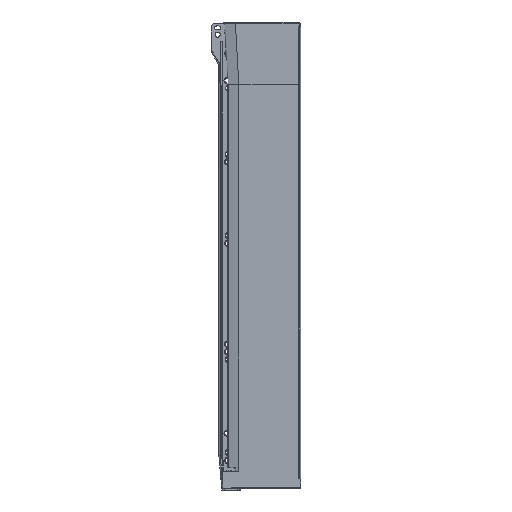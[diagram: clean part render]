
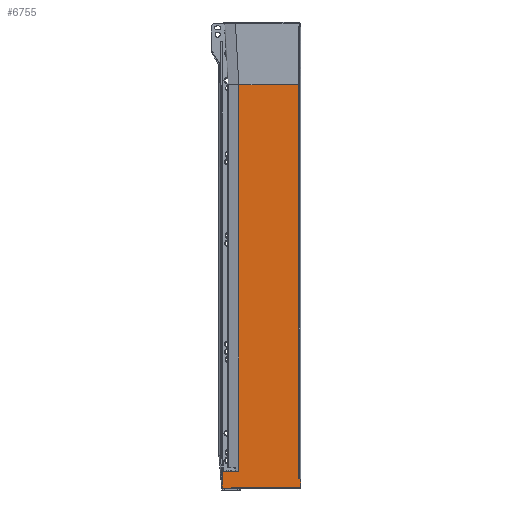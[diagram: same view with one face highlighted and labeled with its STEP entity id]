
A CAD part, left-side view. The second image highlights one B-rep face of the part: STEP entity #6755.
In plain terms, the highlighted planar face has unit normal (-1, 0, 0).
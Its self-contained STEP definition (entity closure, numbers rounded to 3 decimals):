
#14 = VERTEX_POINT ( 'NONE', #1929 ) ;
#28 = VERTEX_POINT ( 'NONE', #1826 ) ;
#177 = CARTESIAN_POINT ( 'NONE',  ( -14.887, 70.9, -72. ) ) ;
#289 = EDGE_CURVE ( 'NONE', #377, #28, #761, .T. ) ;
#344 = LINE ( 'NONE', #4409, #4715 ) ;
#377 = VERTEX_POINT ( 'NONE', #6993 ) ;
#405 = ORIENTED_EDGE ( 'NONE', *, *, #8971, .T. ) ;
#481 = EDGE_CURVE ( 'NONE', #4166, #14, #5962, .T. ) ;
#573 = CARTESIAN_POINT ( 'NONE',  ( -14.887, 70.9, -548. ) ) ;
#747 = EDGE_CURVE ( 'NONE', #28, #14, #1428, .T. ) ;
#761 = LINE ( 'NONE', #7211, #8063 ) ;
#1031 = VECTOR ( 'NONE', #5427, 1000. ) ;
#1081 = EDGE_CURVE ( 'NONE', #4747, #377, #344, .T. ) ;
#1428 = LINE ( 'NONE', #5590, #3502 ) ;
#1596 = DIRECTION ( 'NONE',  ( 0., -1., 0. ) ) ;
#1658 = AXIS2_PLACEMENT_3D ( 'NONE', #8496, #10156, #10093 ) ;
#1710 = CARTESIAN_POINT ( 'NONE',  ( -14.887, 90.645, -528. ) ) ;
#1740 = ORIENTED_EDGE ( 'NONE', *, *, #481, .T. ) ;
#1780 = EDGE_CURVE ( 'NONE', #1799, #7480, #6663, .T. ) ;
#1799 = VERTEX_POINT ( 'NONE', #1710 ) ;
#1811 = CARTESIAN_POINT ( 'NONE',  ( -14.887, 70.9, -528. ) ) ;
#1826 = CARTESIAN_POINT ( 'NONE',  ( -14.887, 79.5, -546.9 ) ) ;
#1929 = CARTESIAN_POINT ( 'NONE',  ( -14.887, 79.5, -548. ) ) ;
#2025 = VECTOR ( 'NONE', #4602, 1000. ) ;
#2972 = CARTESIAN_POINT ( 'NONE',  ( -14.887, 90.645, -528. ) ) ;
#3319 = ORIENTED_EDGE ( 'NONE', *, *, #1081, .F. ) ;
#3502 = VECTOR ( 'NONE', #7179, 1000. ) ;
#3613 = ORIENTED_EDGE ( 'NONE', *, *, #1780, .F. ) ;
#3760 = LINE ( 'NONE', #2972, #2025 ) ;
#3803 = LINE ( 'NONE', #573, #5619 ) ;
#4041 = VECTOR ( 'NONE', #1596, 1000. ) ;
#4166 = VERTEX_POINT ( 'NONE', #6943 ) ;
#4214 = CARTESIAN_POINT ( 'NONE',  ( -14.887, -0.837, -72. ) ) ;
#4409 = CARTESIAN_POINT ( 'NONE',  ( -14.887, -2.091, -548. ) ) ;
#4412 = PLANE ( 'NONE',  #1658 ) ;
#4599 = ORIENTED_EDGE ( 'NONE', *, *, #10262, .F. ) ;
#4602 = DIRECTION ( 'NONE',  ( 0., 0., -1. ) ) ;
#4715 = VECTOR ( 'NONE', #5949, 1000. ) ;
#4747 = VERTEX_POINT ( 'NONE', #4804 ) ;
#4801 = ORIENTED_EDGE ( 'NONE', *, *, #8538, .T. ) ;
#4804 = CARTESIAN_POINT ( 'NONE',  ( -14.887, -2.091, -537. ) ) ;
#4819 = CARTESIAN_POINT ( 'NONE',  ( -14.887, 70.9, -548. ) ) ;
#4970 = LINE ( 'NONE', #8197, #8807 ) ;
#5268 = FACE_OUTER_BOUND ( 'NONE', #5380, .T. ) ;
#5380 = EDGE_LOOP ( 'NONE', ( #7975, #3319, #4801, #9315, #405, #4599, #3613, #5587, #1740, #8884 ) ) ;
#5427 = DIRECTION ( 'NONE',  ( 0., 1., 0. ) ) ;
#5571 = VECTOR ( 'NONE', #9171, 1000. ) ;
#5587 = ORIENTED_EDGE ( 'NONE', *, *, #8643, .T. ) ;
#5590 = CARTESIAN_POINT ( 'NONE',  ( -14.887, 79.5, -548. ) ) ;
#5619 = VECTOR ( 'NONE', #6068, 1000. ) ;
#5949 = DIRECTION ( 'NONE',  ( 0., 0., -1. ) ) ;
#5962 = LINE ( 'NONE', #4819, #4041 ) ;
#6068 = DIRECTION ( 'NONE',  ( 0., 0., 1. ) ) ;
#6410 = DIRECTION ( 'NONE',  ( 0., 1., 0. ) ) ;
#6420 = CARTESIAN_POINT ( 'NONE',  ( -14.887, 70.9, -528. ) ) ;
#6605 = DIRECTION ( 'NONE',  ( 0., 1., 0. ) ) ;
#6663 = LINE ( 'NONE', #1811, #8258 ) ;
#6670 = VERTEX_POINT ( 'NONE', #4214 ) ;
#6755 = ADVANCED_FACE ( 'NONE', ( #5268 ), #4412, .T. ) ;
#6943 = CARTESIAN_POINT ( 'NONE',  ( -14.887, 90.645, -548. ) ) ;
#6993 = CARTESIAN_POINT ( 'NONE',  ( -14.887, -2.091, -546.9 ) ) ;
#7118 = CARTESIAN_POINT ( 'NONE',  ( -14.887, -0.837, -72. ) ) ;
#7179 = DIRECTION ( 'NONE',  ( 0., 0., -1. ) ) ;
#7211 = CARTESIAN_POINT ( 'NONE',  ( -14.887, -2.091, -546.9 ) ) ;
#7480 = VERTEX_POINT ( 'NONE', #6420 ) ;
#7975 = ORIENTED_EDGE ( 'NONE', *, *, #289, .F. ) ;
#8052 = EDGE_CURVE ( 'NONE', #10112, #6670, #8267, .T. ) ;
#8063 = VECTOR ( 'NONE', #6410, 1000. ) ;
#8197 = CARTESIAN_POINT ( 'NONE',  ( -14.887, -378., -537. ) ) ;
#8258 = VECTOR ( 'NONE', #9015, 1000. ) ;
#8267 = LINE ( 'NONE', #10022, #5571 ) ;
#8496 = CARTESIAN_POINT ( 'NONE',  ( -14.887, -0.837, -548. ) ) ;
#8538 = EDGE_CURVE ( 'NONE', #4747, #10112, #4970, .T. ) ;
#8643 = EDGE_CURVE ( 'NONE', #1799, #4166, #3760, .T. ) ;
#8807 = VECTOR ( 'NONE', #6605, 1000. ) ;
#8884 = ORIENTED_EDGE ( 'NONE', *, *, #747, .F. ) ;
#8971 = EDGE_CURVE ( 'NONE', #6670, #9287, #9455, .T. ) ;
#9015 = DIRECTION ( 'NONE',  ( 0., -1., 0. ) ) ;
#9151 = CARTESIAN_POINT ( 'NONE',  ( -14.887, -0.837, -537. ) ) ;
#9171 = DIRECTION ( 'NONE',  ( 0., 0., 1. ) ) ;
#9287 = VERTEX_POINT ( 'NONE', #177 ) ;
#9315 = ORIENTED_EDGE ( 'NONE', *, *, #8052, .T. ) ;
#9455 = LINE ( 'NONE', #7118, #1031 ) ;
#10022 = CARTESIAN_POINT ( 'NONE',  ( -14.887, -0.837, -548. ) ) ;
#10093 = DIRECTION ( 'NONE',  ( 0., 0., -1. ) ) ;
#10112 = VERTEX_POINT ( 'NONE', #9151 ) ;
#10156 = DIRECTION ( 'NONE',  ( -1., 0., 0. ) ) ;
#10262 = EDGE_CURVE ( 'NONE', #7480, #9287, #3803, .T. ) ;
